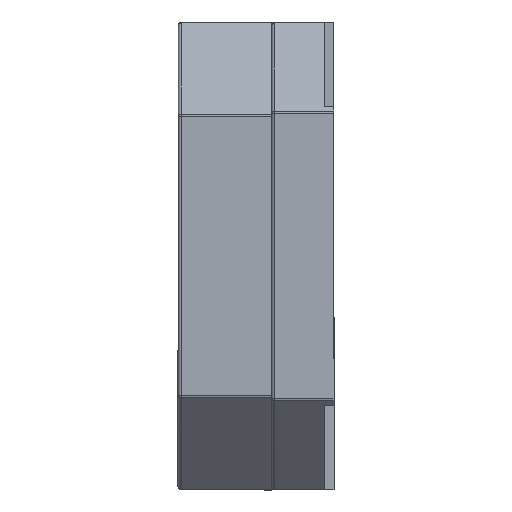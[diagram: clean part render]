
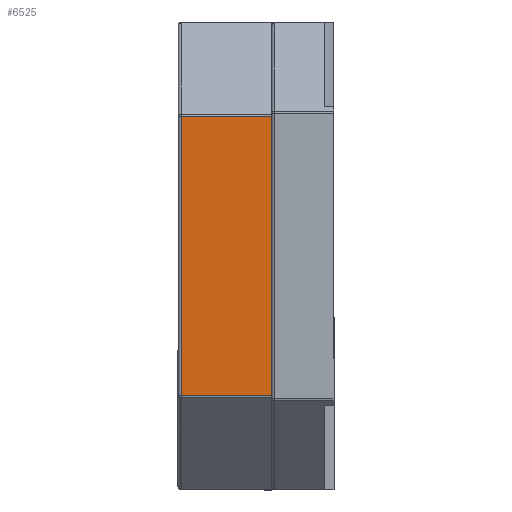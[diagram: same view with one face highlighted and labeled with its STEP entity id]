
A CAD part, left-side view. The second image highlights one B-rep face of the part: STEP entity #6525.
In plain terms, the highlighted planar face has unit normal (-1, 0, 0).
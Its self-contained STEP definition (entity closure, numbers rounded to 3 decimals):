
#594 = VECTOR ( 'NONE', #5474, 1000. ) ;
#1100 = EDGE_CURVE ( 'NONE', #2222, #3034, #6652, .T. ) ;
#1210 = DIRECTION ( 'NONE',  ( 0., 0., 1. ) ) ;
#1226 = FACE_OUTER_BOUND ( 'NONE', #6004, .T. ) ;
#1424 = AXIS2_PLACEMENT_3D ( 'NONE', #2006, #1559, #2527 ) ;
#1559 = DIRECTION ( 'NONE',  ( -1., 0., 0. ) ) ;
#1772 = CARTESIAN_POINT ( 'NONE',  ( -3.75, 2.45, 0. ) ) ;
#1810 = LINE ( 'NONE', #4559, #6465 ) ;
#1838 = VECTOR ( 'NONE', #3853, 1000. ) ;
#1850 = DIRECTION ( 'NONE',  ( 0., 0., 1. ) ) ;
#1884 = VECTOR ( 'NONE', #1210, 1000. ) ;
#2006 = CARTESIAN_POINT ( 'NONE',  ( -3.75, 1., -2.26 ) ) ;
#2134 = CARTESIAN_POINT ( 'NONE',  ( -3.75, 2.45, 2.24 ) ) ;
#2222 = VERTEX_POINT ( 'NONE', #2518 ) ;
#2376 = PLANE ( 'NONE',  #1424 ) ;
#2518 = CARTESIAN_POINT ( 'NONE',  ( -3.75, 2.45, -2.24 ) ) ;
#2527 = DIRECTION ( 'NONE',  ( 0., 0., 1. ) ) ;
#2710 = CARTESIAN_POINT ( 'NONE',  ( -3.75, 1., 2.24 ) ) ;
#2777 = ORIENTED_EDGE ( 'NONE', *, *, #3471, .T. ) ;
#3034 = VERTEX_POINT ( 'NONE', #4669 ) ;
#3208 = LINE ( 'NONE', #4342, #594 ) ;
#3375 = LINE ( 'NONE', #1772, #1884 ) ;
#3471 = EDGE_CURVE ( 'NONE', #3547, #6132, #3208, .T. ) ;
#3547 = VERTEX_POINT ( 'NONE', #2710 ) ;
#3853 = DIRECTION ( 'NONE',  ( 0., -1., 0. ) ) ;
#4272 = ORIENTED_EDGE ( 'NONE', *, *, #5853, .F. ) ;
#4342 = CARTESIAN_POINT ( 'NONE',  ( -3.75, 1., 2.24 ) ) ;
#4559 = CARTESIAN_POINT ( 'NONE',  ( -3.75, 1., -2.26 ) ) ;
#4669 = CARTESIAN_POINT ( 'NONE',  ( -3.75, 1., -2.24 ) ) ;
#4890 = ORIENTED_EDGE ( 'NONE', *, *, #1100, .T. ) ;
#5474 = DIRECTION ( 'NONE',  ( 0., 1., 0. ) ) ;
#5853 = EDGE_CURVE ( 'NONE', #2222, #6132, #3375, .T. ) ;
#6004 = EDGE_LOOP ( 'NONE', ( #7070, #2777, #4272, #4890 ) ) ;
#6132 = VERTEX_POINT ( 'NONE', #2134 ) ;
#6465 = VECTOR ( 'NONE', #1850, 1000. ) ;
#6525 = ADVANCED_FACE ( 'NONE', ( #1226 ), #2376, .T. ) ;
#6652 = LINE ( 'NONE', #7067, #1838 ) ;
#7016 = EDGE_CURVE ( 'NONE', #3034, #3547, #1810, .T. ) ;
#7067 = CARTESIAN_POINT ( 'NONE',  ( -3.75, 1., -2.24 ) ) ;
#7070 = ORIENTED_EDGE ( 'NONE', *, *, #7016, .T. ) ;
